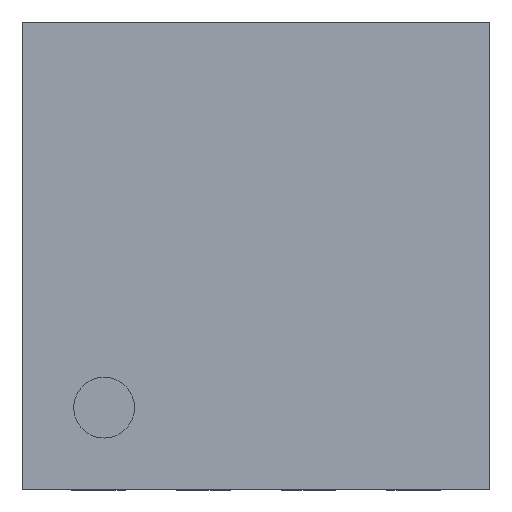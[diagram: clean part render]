
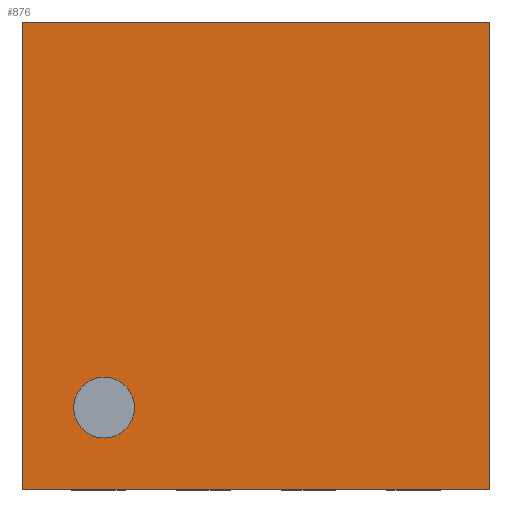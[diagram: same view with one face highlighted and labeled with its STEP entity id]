
A CAD part, top view. The second image highlights one B-rep face of the part: STEP entity #876.
In plain terms, the highlighted planar face has unit normal (0, 0, 1).
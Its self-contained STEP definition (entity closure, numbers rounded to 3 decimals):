
#33 = VERTEX_POINT('',#34);
#34 = CARTESIAN_POINT('',(-0.65,-0.515,0.8));
#40 = EDGE_CURVE('',#33,#41,#43,.T.);
#41 = VERTEX_POINT('',#42);
#42 = CARTESIAN_POINT('',(-0.65,-0.775,0.8));
#43 = CIRCLE('',#44,0.13);
#44 = AXIS2_PLACEMENT_3D('',#45,#46,#47);
#45 = CARTESIAN_POINT('',(-0.65,-0.645,0.8));
#46 = DIRECTION('',(0.,0.,1.));
#47 = DIRECTION('',(0.,-1.,0.));
#602 = VERTEX_POINT('',#603);
#603 = CARTESIAN_POINT('',(-1.,-0.995,0.8));
#609 = EDGE_CURVE('',#610,#602,#612,.T.);
#610 = VERTEX_POINT('',#611);
#611 = CARTESIAN_POINT('',(-1.,1.005,0.8));
#612 = LINE('',#613,#614);
#613 = CARTESIAN_POINT('',(-1.,1.005,0.8));
#614 = VECTOR('',#615,1.);
#615 = DIRECTION('',(0.,-1.,0.));
#725 = VERTEX_POINT('',#726);
#726 = CARTESIAN_POINT('',(1.,-0.995,0.8));
#732 = EDGE_CURVE('',#602,#725,#733,.T.);
#733 = LINE('',#734,#735);
#734 = CARTESIAN_POINT('',(1.,-0.995,0.8));
#735 = VECTOR('',#736,1.);
#736 = DIRECTION('',(1.,0.,-0.));
#749 = VERTEX_POINT('',#750);
#750 = CARTESIAN_POINT('',(1.,1.005,0.8));
#756 = EDGE_CURVE('',#725,#749,#757,.T.);
#757 = LINE('',#758,#759);
#758 = CARTESIAN_POINT('',(1.,1.005,0.8));
#759 = VECTOR('',#760,1.);
#760 = DIRECTION('',(0.,1.,0.));
#865 = EDGE_CURVE('',#749,#610,#866,.T.);
#866 = LINE('',#867,#868);
#867 = CARTESIAN_POINT('',(1.,1.005,0.8));
#868 = VECTOR('',#869,1.);
#869 = DIRECTION('',(-1.,0.,0.));
#876 = ADVANCED_FACE('',(#877,#887),#893,.F.);
#877 = FACE_BOUND('',#878,.T.);
#878 = EDGE_LOOP('',(#879,#886));
#879 = ORIENTED_EDGE('',*,*,#880,.F.);
#880 = EDGE_CURVE('',#41,#33,#881,.T.);
#881 = CIRCLE('',#882,0.13);
#882 = AXIS2_PLACEMENT_3D('',#883,#884,#885);
#883 = CARTESIAN_POINT('',(-0.65,-0.645,0.8));
#884 = DIRECTION('',(0.,0.,1.));
#885 = DIRECTION('',(0.,-1.,0.));
#886 = ORIENTED_EDGE('',*,*,#40,.F.);
#887 = FACE_BOUND('',#888,.T.);
#888 = EDGE_LOOP('',(#889,#890,#891,#892));
#889 = ORIENTED_EDGE('',*,*,#609,.T.);
#890 = ORIENTED_EDGE('',*,*,#732,.T.);
#891 = ORIENTED_EDGE('',*,*,#756,.T.);
#892 = ORIENTED_EDGE('',*,*,#865,.T.);
#893 = PLANE('',#894);
#894 = AXIS2_PLACEMENT_3D('',#895,#896,#897);
#895 = CARTESIAN_POINT('',(-1.,-0.995,0.8));
#896 = DIRECTION('',(0.,0.,-1.));
#897 = DIRECTION('',(0.,-1.,0.));
